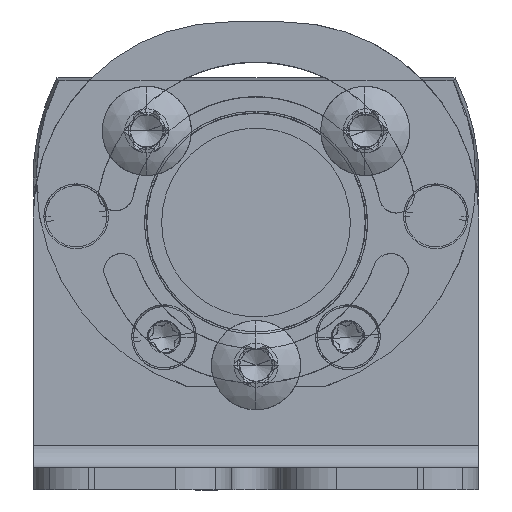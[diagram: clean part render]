
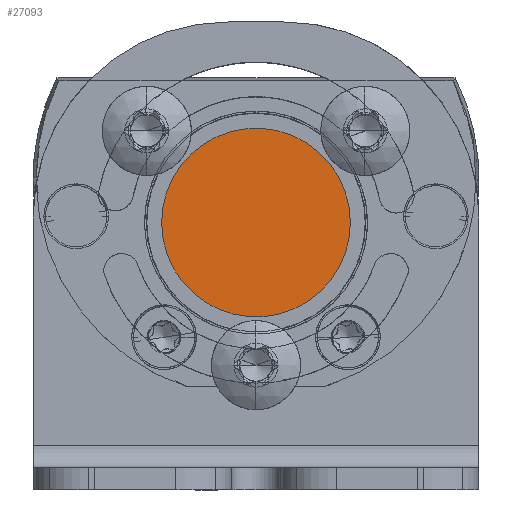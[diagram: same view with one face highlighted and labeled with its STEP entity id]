
A CAD part, front view. The second image highlights one B-rep face of the part: STEP entity #27093.
In plain terms, the highlighted planar face has unit normal (0, -1, 0).
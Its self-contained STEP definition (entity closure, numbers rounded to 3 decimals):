
#27087=AXIS2_PLACEMENT_3D('Plane Axis2P3D',#27084,#27085,#27086) ;
#24137=CARTESIAN_POINT('Control Point',(28.471,23.,24.)) ;
#24138=CARTESIAN_POINT('Control Point',(28.471,23.,24.855)) ;
#24139=CARTESIAN_POINT('Control Point',(28.363,23.,25.711)) ;
#24140=CARTESIAN_POINT('Control Point',(28.147,23.,26.548)) ;
#24141=CARTESIAN_POINT('Control Point',(27.508,23.,28.15)) ;
#24142=CARTESIAN_POINT('Control Point',(26.491,23.,29.542)) ;
#24143=CARTESIAN_POINT('Control Point',(25.897,23.,30.171)) ;
#24144=CARTESIAN_POINT('Control Point',(24.563,23.,31.263)) ;
#24145=CARTESIAN_POINT('Control Point',(22.999,23.,31.99)) ;
#24146=CARTESIAN_POINT('Control Point',(22.175,23.,32.252)) ;
#24147=CARTESIAN_POINT('Control Point',(20.479,23.,32.563)) ;
#24148=CARTESIAN_POINT('Control Point',(18.759,23.,32.443)) ;
#24149=CARTESIAN_POINT('Control Point',(17.911,23.,32.274)) ;
#24150=CARTESIAN_POINT('Control Point',(16.277,23.,31.725)) ;
#24151=CARTESIAN_POINT('Control Point',(14.829,23.,30.788)) ;
#24152=CARTESIAN_POINT('Control Point',(14.169,23.,30.229)) ;
#24153=CARTESIAN_POINT('Control Point',(13.004,23.,28.958)) ;
#24154=CARTESIAN_POINT('Control Point',(12.191,23.,27.438)) ;
#24155=CARTESIAN_POINT('Control Point',(11.883,23.,26.629)) ;
#24156=CARTESIAN_POINT('Control Point',(11.636,23.,25.607)) ;
#24157=CARTESIAN_POINT('Control Point',(11.549,23.,24.566)) ;
#24158=CARTESIAN_POINT('Control Point',(11.539,23.,24.377)) ;
#24159=CARTESIAN_POINT('Control Point',(11.533,23.,24.189)) ;
#24160=CARTESIAN_POINT('Control Point',(11.533,23.,24.)) ;
#24161=CARTESIAN_POINT('Vertex',(28.471,23.,24.)) ;
#24163=CARTESIAN_POINT('Vertex',(11.533,23.,24.)) ;
#24167=CARTESIAN_POINT('Control Point',(11.533,23.,24.)) ;
#24168=CARTESIAN_POINT('Control Point',(11.533,23.,23.145)) ;
#24169=CARTESIAN_POINT('Control Point',(11.641,23.,22.289)) ;
#24170=CARTESIAN_POINT('Control Point',(11.857,23.,21.452)) ;
#24171=CARTESIAN_POINT('Control Point',(12.496,23.,19.85)) ;
#24172=CARTESIAN_POINT('Control Point',(13.513,23.,18.458)) ;
#24173=CARTESIAN_POINT('Control Point',(14.107,23.,17.829)) ;
#24174=CARTESIAN_POINT('Control Point',(15.441,23.,16.737)) ;
#24175=CARTESIAN_POINT('Control Point',(17.005,23.,16.01)) ;
#24176=CARTESIAN_POINT('Control Point',(17.829,23.,15.748)) ;
#24177=CARTESIAN_POINT('Control Point',(19.525,23.,15.437)) ;
#24178=CARTESIAN_POINT('Control Point',(21.245,23.,15.557)) ;
#24179=CARTESIAN_POINT('Control Point',(22.093,23.,15.726)) ;
#24180=CARTESIAN_POINT('Control Point',(23.727,23.,16.275)) ;
#24181=CARTESIAN_POINT('Control Point',(25.175,23.,17.212)) ;
#24182=CARTESIAN_POINT('Control Point',(25.835,23.,17.771)) ;
#24183=CARTESIAN_POINT('Control Point',(27.,23.,19.042)) ;
#24184=CARTESIAN_POINT('Control Point',(27.813,23.,20.562)) ;
#24185=CARTESIAN_POINT('Control Point',(28.121,23.,21.371)) ;
#24186=CARTESIAN_POINT('Control Point',(28.368,23.,22.393)) ;
#24187=CARTESIAN_POINT('Control Point',(28.455,23.,23.434)) ;
#24188=CARTESIAN_POINT('Control Point',(28.465,23.,23.623)) ;
#24189=CARTESIAN_POINT('Control Point',(28.471,23.,23.811)) ;
#24190=CARTESIAN_POINT('Control Point',(28.471,23.,24.)) ;
#27084=CARTESIAN_POINT('Axis2P3D Location',(20.002,23.,24.)) ;
#27085=DIRECTION('Axis2P3D Direction',(0.,1.,0.)) ;
#27086=DIRECTION('Axis2P3D XDirection',(1.,0.,0.)) ;
#27090=ORIENTED_EDGE('',*,*,#24191,.T.) ;
#27091=ORIENTED_EDGE('',*,*,#24165,.T.) ;
#27093=ADVANCED_FACE('Hauptk\X2\00F6\X0\rper',(#27092),#27088,.F.) ;
#24136=B_SPLINE_CURVE_WITH_KNOTS('',5,(#24137,#24138,#24139,#24140,#24141,#24142,#24143,#24144,#24145,#24146,#24147,#24148,#24149,#24150,#24151,#24152,#24153,#24154,#24155,#24156,#24157,#24158,#24159,#24160),.UNSPECIFIED.,.F.,.U.,(6,3,3,3,3,3,3,6),(0.,6.048,12.097,18.145,24.194,30.242,36.291,37.624),.UNSPECIFIED.) ;
#24166=B_SPLINE_CURVE_WITH_KNOTS('',5,(#24167,#24168,#24169,#24170,#24171,#24172,#24173,#24174,#24175,#24176,#24177,#24178,#24179,#24180,#24181,#24182,#24183,#24184,#24185,#24186,#24187,#24188,#24189,#24190),.UNSPECIFIED.,.F.,.U.,(6,3,3,3,3,3,3,6),(0.,6.048,12.097,18.145,24.194,30.242,36.291,37.624),.UNSPECIFIED.) ;
#24165=EDGE_CURVE('',#24162,#24164,#24136,.T.) ;
#24191=EDGE_CURVE('',#24164,#24162,#24166,.T.) ;
#27089=EDGE_LOOP('',(#27090,#27091)) ;
#27092=FACE_OUTER_BOUND('',#27089,.T.) ;
#27088=PLANE('',#27087) ;
#24162=VERTEX_POINT('',#24161) ;
#24164=VERTEX_POINT('',#24163) ;
